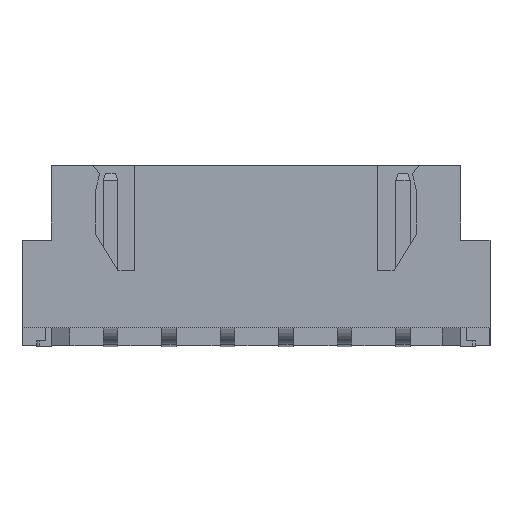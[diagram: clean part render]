
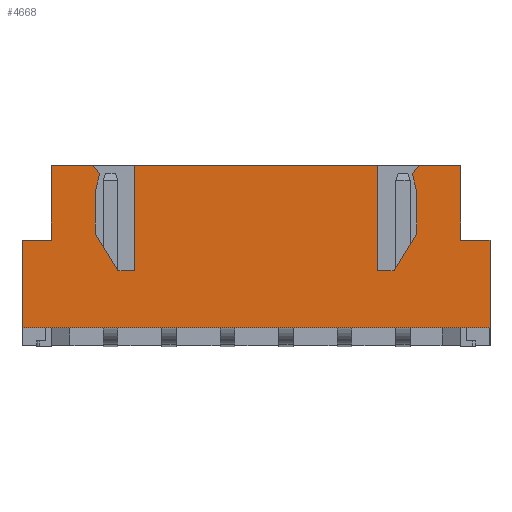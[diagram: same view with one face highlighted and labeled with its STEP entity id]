
A CAD part, front view. The second image highlights one B-rep face of the part: STEP entity #4668.
In plain terms, the highlighted planar face has unit normal (0, -1, 0).
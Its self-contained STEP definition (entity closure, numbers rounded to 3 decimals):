
#146=FACE_OUTER_BOUND('',#400,.T.);
#400=EDGE_LOOP('',(#3203,#3204,#3205,#3206,#3207,#3208,#3209,#3210,#3211,
#3212,#3213,#3214,#3215,#3216,#3217,#3218,#3219,#3220,#3221,#3222,#3223,
#3224));
#639=LINE('',#6472,#1275);
#643=LINE('',#6480,#1279);
#646=LINE('',#6486,#1282);
#649=LINE('',#6492,#1285);
#652=LINE('',#6498,#1288);
#655=LINE('',#6504,#1291);
#658=LINE('',#6511,#1294);
#662=LINE('',#6519,#1298);
#665=LINE('',#6525,#1301);
#668=LINE('',#6531,#1304);
#671=LINE('',#6537,#1307);
#674=LINE('',#6543,#1310);
#687=LINE('',#6568,#1323);
#689=LINE('',#6571,#1325);
#708=LINE('',#6610,#1344);
#731=LINE('',#6656,#1367);
#733=LINE('',#6659,#1369);
#745=LINE('',#6683,#1381);
#748=LINE('',#6689,#1384);
#749=LINE('',#6690,#1385);
#750=LINE('',#6692,#1386);
#751=LINE('',#6693,#1387);
#1275=VECTOR('',#5227,10.);
#1279=VECTOR('',#5233,10.);
#1282=VECTOR('',#5238,10.);
#1285=VECTOR('',#5243,10.);
#1288=VECTOR('',#5248,10.);
#1291=VECTOR('',#5253,10.);
#1294=VECTOR('',#5258,10.);
#1298=VECTOR('',#5264,10.);
#1301=VECTOR('',#5269,10.);
#1304=VECTOR('',#5274,10.);
#1307=VECTOR('',#5279,10.);
#1310=VECTOR('',#5284,10.);
#1323=VECTOR('',#5301,10.);
#1325=VECTOR('',#5305,10.);
#1344=VECTOR('',#5338,10.);
#1367=VECTOR('',#5363,10.);
#1369=VECTOR('',#5367,10.);
#1381=VECTOR('',#5385,10.);
#1384=VECTOR('',#5390,10.);
#1385=VECTOR('',#5391,10.);
#1386=VECTOR('',#5392,10.);
#1387=VECTOR('',#5393,10.);
#1911=VERTEX_POINT('',#6470);
#1912=VERTEX_POINT('',#6471);
#1915=VERTEX_POINT('',#6479);
#1917=VERTEX_POINT('',#6485);
#1919=VERTEX_POINT('',#6491);
#1921=VERTEX_POINT('',#6497);
#1923=VERTEX_POINT('',#6503);
#1925=VERTEX_POINT('',#6509);
#1926=VERTEX_POINT('',#6510);
#1929=VERTEX_POINT('',#6518);
#1931=VERTEX_POINT('',#6524);
#1933=VERTEX_POINT('',#6530);
#1935=VERTEX_POINT('',#6536);
#1937=VERTEX_POINT('',#6542);
#1947=VERTEX_POINT('',#6567);
#1960=VERTEX_POINT('',#6609);
#1981=VERTEX_POINT('',#6653);
#1982=VERTEX_POINT('',#6655);
#1990=VERTEX_POINT('',#6680);
#1991=VERTEX_POINT('',#6682);
#1993=VERTEX_POINT('',#6688);
#1994=VERTEX_POINT('',#6691);
#2359=EDGE_CURVE('',#1911,#1912,#639,.T.);
#2363=EDGE_CURVE('',#1915,#1911,#643,.T.);
#2366=EDGE_CURVE('',#1917,#1915,#646,.T.);
#2369=EDGE_CURVE('',#1919,#1917,#649,.T.);
#2372=EDGE_CURVE('',#1921,#1919,#652,.T.);
#2375=EDGE_CURVE('',#1923,#1921,#655,.T.);
#2378=EDGE_CURVE('',#1925,#1926,#658,.T.);
#2382=EDGE_CURVE('',#1929,#1925,#662,.T.);
#2385=EDGE_CURVE('',#1931,#1929,#665,.T.);
#2388=EDGE_CURVE('',#1933,#1931,#668,.T.);
#2391=EDGE_CURVE('',#1935,#1933,#671,.T.);
#2394=EDGE_CURVE('',#1926,#1937,#674,.T.);
#2407=EDGE_CURVE('',#1935,#1947,#687,.T.);
#2409=EDGE_CURVE('',#1923,#1937,#689,.T.);
#2428=EDGE_CURVE('',#1960,#1947,#708,.T.);
#2451=EDGE_CURVE('',#1981,#1982,#731,.T.);
#2453=EDGE_CURVE('',#1982,#1912,#733,.T.);
#2465=EDGE_CURVE('',#1991,#1990,#745,.T.);
#2468=EDGE_CURVE('',#1993,#1981,#748,.T.);
#2469=EDGE_CURVE('',#1991,#1993,#749,.T.);
#2470=EDGE_CURVE('',#1990,#1994,#750,.T.);
#2471=EDGE_CURVE('',#1960,#1994,#751,.T.);
#3203=ORIENTED_EDGE('',*,*,#2359,.T.);
#3204=ORIENTED_EDGE('',*,*,#2453,.F.);
#3205=ORIENTED_EDGE('',*,*,#2451,.F.);
#3206=ORIENTED_EDGE('',*,*,#2468,.F.);
#3207=ORIENTED_EDGE('',*,*,#2469,.F.);
#3208=ORIENTED_EDGE('',*,*,#2465,.T.);
#3209=ORIENTED_EDGE('',*,*,#2470,.T.);
#3210=ORIENTED_EDGE('',*,*,#2471,.F.);
#3211=ORIENTED_EDGE('',*,*,#2428,.T.);
#3212=ORIENTED_EDGE('',*,*,#2407,.F.);
#3213=ORIENTED_EDGE('',*,*,#2391,.T.);
#3214=ORIENTED_EDGE('',*,*,#2388,.T.);
#3215=ORIENTED_EDGE('',*,*,#2385,.T.);
#3216=ORIENTED_EDGE('',*,*,#2382,.T.);
#3217=ORIENTED_EDGE('',*,*,#2378,.T.);
#3218=ORIENTED_EDGE('',*,*,#2394,.T.);
#3219=ORIENTED_EDGE('',*,*,#2409,.F.);
#3220=ORIENTED_EDGE('',*,*,#2375,.T.);
#3221=ORIENTED_EDGE('',*,*,#2372,.T.);
#3222=ORIENTED_EDGE('',*,*,#2369,.T.);
#3223=ORIENTED_EDGE('',*,*,#2366,.T.);
#3224=ORIENTED_EDGE('',*,*,#2363,.T.);
#4438=PLANE('',#4945);
#4668=ADVANCED_FACE('',(#146),#4438,.T.);
#4945=AXIS2_PLACEMENT_3D('',#6687,#5388,#5389);
#5227=DIRECTION('',(-0.642,0.,0.767));
#5233=DIRECTION('',(0.232,0.,0.973));
#5238=DIRECTION('',(0.,0.,1.));
#5243=DIRECTION('',(-0.522,0.,0.853));
#5248=DIRECTION('',(-1.,0.,0.));
#5253=DIRECTION('',(0.,0.,-1.));
#5258=DIRECTION('',(-1.,0.,0.));
#5264=DIRECTION('',(-0.522,0.,-0.853));
#5269=DIRECTION('',(0.,0.,-1.));
#5274=DIRECTION('',(0.232,0.,-0.973));
#5279=DIRECTION('',(-0.642,0.,-0.767));
#5284=DIRECTION('',(0.,0.,1.));
#5301=DIRECTION('',(1.,0.,0.));
#5305=DIRECTION('',(1.,0.,0.));
#5338=DIRECTION('',(0.,0.,1.));
#5363=DIRECTION('',(0.,0.,1.));
#5367=DIRECTION('',(1.,0.,0.));
#5385=DIRECTION('',(1.,0.,0.));
#5388=DIRECTION('center_axis',(0.,-1.,0.));
#5389=DIRECTION('ref_axis',(1.,0.,0.));
#5390=DIRECTION('',(1.,0.,0.));
#5391=DIRECTION('',(0.,0.,1.));
#5392=DIRECTION('',(0.,0.,1.));
#5393=DIRECTION('',(1.,0.,0.));
#6470=CARTESIAN_POINT('',(-6.679,-2.85,7.341));
#6471=CARTESIAN_POINT('',(-6.98,-2.85,7.7));
#6472=CARTESIAN_POINT('',(-5.299,-2.85,5.691));
#6479=CARTESIAN_POINT('',(-6.88,-2.85,6.5));
#6480=CARTESIAN_POINT('',(-7.664,-2.85,3.214));
#6485=CARTESIAN_POINT('',(-6.88,-2.85,4.8));
#6486=CARTESIAN_POINT('',(-6.88,-2.85,2.4));
#6491=CARTESIAN_POINT('',(-5.9,-2.85,3.2));
#6492=CARTESIAN_POINT('',(-5.576,-2.85,2.671));
#6497=CARTESIAN_POINT('',(-5.2,-2.85,3.2));
#6498=CARTESIAN_POINT('',(-6.975,-2.85,3.2));
#6503=CARTESIAN_POINT('',(-5.2,-2.85,7.7));
#6504=CARTESIAN_POINT('',(-5.2,-2.85,3.85));
#6509=CARTESIAN_POINT('',(5.9,-2.85,3.2));
#6510=CARTESIAN_POINT('',(5.2,-2.85,3.2));
#6511=CARTESIAN_POINT('',(-1.425,-2.85,3.2));
#6518=CARTESIAN_POINT('',(6.88,-2.85,4.8));
#6519=CARTESIAN_POINT('',(3.679,-2.85,-0.426));
#6524=CARTESIAN_POINT('',(6.88,-2.85,6.5));
#6525=CARTESIAN_POINT('',(6.88,-2.85,3.25));
#6530=CARTESIAN_POINT('',(6.679,-2.85,7.341));
#6531=CARTESIAN_POINT('',(7.092,-2.85,5.61));
#6536=CARTESIAN_POINT('',(6.98,-2.85,7.7));
#6537=CARTESIAN_POINT('',(1.847,-2.85,1.564));
#6542=CARTESIAN_POINT('',(5.2,-2.85,7.7));
#6543=CARTESIAN_POINT('',(5.2,-2.85,1.6));
#6567=CARTESIAN_POINT('',(8.75,-2.85,7.7));
#6568=CARTESIAN_POINT('',(-8.75,-2.85,7.7));
#6571=CARTESIAN_POINT('',(-8.75,-2.85,7.7));
#6609=CARTESIAN_POINT('',(8.75,-2.85,4.5));
#6610=CARTESIAN_POINT('',(8.75,-2.85,0.));
#6653=CARTESIAN_POINT('',(-8.75,-2.85,4.5));
#6655=CARTESIAN_POINT('',(-8.75,-2.85,7.7));
#6656=CARTESIAN_POINT('',(-8.75,-2.85,0.));
#6659=CARTESIAN_POINT('',(-8.75,-2.85,7.7));
#6680=CARTESIAN_POINT('',(10.,-2.85,0.76));
#6682=CARTESIAN_POINT('',(-10.,-2.85,0.76));
#6683=CARTESIAN_POINT('',(-9.375,-2.85,0.76));
#6687=CARTESIAN_POINT('Origin',(-8.75,-2.85,0.));
#6688=CARTESIAN_POINT('',(-10.,-2.85,4.5));
#6689=CARTESIAN_POINT('',(-8.75,-2.85,4.5));
#6690=CARTESIAN_POINT('',(-10.,-2.85,0.));
#6691=CARTESIAN_POINT('',(10.,-2.85,4.5));
#6692=CARTESIAN_POINT('',(10.,-2.85,0.));
#6693=CARTESIAN_POINT('',(8.75,-2.85,4.5));
